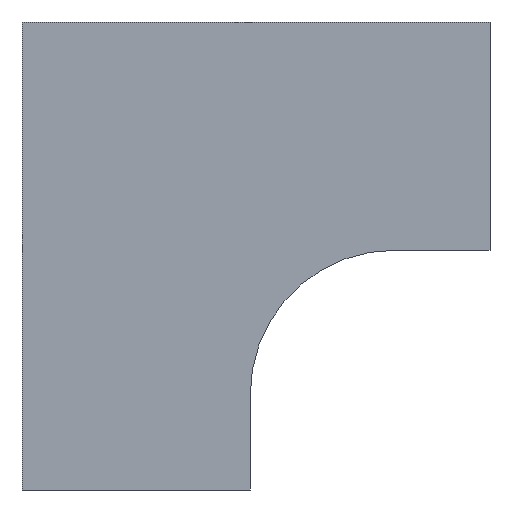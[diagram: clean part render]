
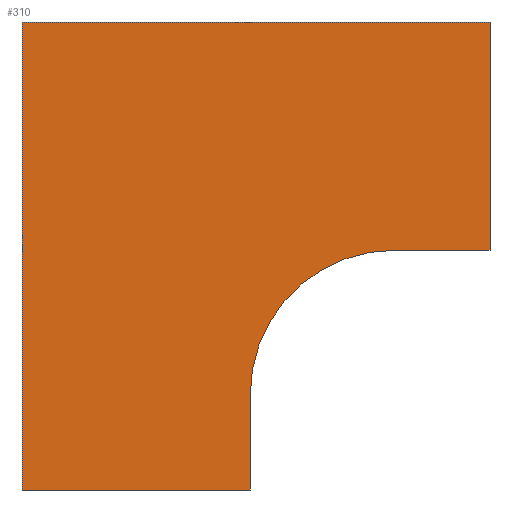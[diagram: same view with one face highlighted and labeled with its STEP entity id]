
A CAD part, front view. The second image highlights one B-rep face of the part: STEP entity #310.
In plain terms, the highlighted planar face has unit normal (0, -1, 0).
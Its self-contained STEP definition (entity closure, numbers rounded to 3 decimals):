
#12 = CARTESIAN_POINT ( 'NONE',  ( -65., -107.95, 65. ) ) ;
#21 = CARTESIAN_POINT ( 'NONE',  ( -65., -107.95, 65. ) ) ;
#29 = CARTESIAN_POINT ( 'NONE',  ( -1.6, -107.95, -65. ) ) ;
#39 = DIRECTION ( 'NONE',  ( 0., 0., -1. ) ) ;
#59 = EDGE_CURVE ( 'NONE', #396, #502, #507, .T. ) ;
#75 = DIRECTION ( 'NONE',  ( 0., 0., 1. ) ) ;
#77 = EDGE_CURVE ( 'NONE', #502, #335, #278, .T. ) ;
#80 = DIRECTION ( 'NONE',  ( -1., 0., 0. ) ) ;
#84 = DIRECTION ( 'NONE',  ( 0., -1., 0. ) ) ;
#87 = CARTESIAN_POINT ( 'NONE',  ( 38.4, -107.95, 1.6 ) ) ;
#96 = CARTESIAN_POINT ( 'NONE',  ( 38.4, -107.95, -38.4 ) ) ;
#119 = FACE_OUTER_BOUND ( 'NONE', #355, .T. ) ;
#126 = VECTOR ( 'NONE', #517, 1000. ) ;
#132 = LINE ( 'NONE', #521, #126 ) ;
#154 = LINE ( 'NONE', #415, #165 ) ;
#158 = VECTOR ( 'NONE', #494, 1000. ) ;
#165 = VECTOR ( 'NONE', #394, 1000. ) ;
#170 = AXIS2_PLACEMENT_3D ( 'NONE', #477, #461, #458 ) ;
#173 = VECTOR ( 'NONE', #528, 1000. ) ;
#178 = LINE ( 'NONE', #12, #158 ) ;
#196 = EDGE_CURVE ( 'NONE', #335, #408, #230, .T. ) ;
#210 = AXIS2_PLACEMENT_3D ( 'NONE', #96, #84, #75 ) ;
#213 = LINE ( 'NONE', #21, #173 ) ;
#216 = VECTOR ( 'NONE', #39, 1000. ) ;
#222 = EDGE_CURVE ( 'NONE', #489, #395, #213, .T. ) ;
#226 = EDGE_CURVE ( 'NONE', #395, #428, #178, .T. ) ;
#228 = EDGE_CURVE ( 'NONE', #428, #396, #154, .T. ) ;
#230 = LINE ( 'NONE', #29, #216 ) ;
#241 = EDGE_CURVE ( 'NONE', #408, #489, #132, .T. ) ;
#278 = CIRCLE ( 'NONE', #210, 40. ) ;
#282 = VECTOR ( 'NONE', #80, 1000. ) ;
#291 = ORIENTED_EDGE ( 'NONE', *, *, #77, .F. ) ;
#301 = CARTESIAN_POINT ( 'NONE',  ( 38.4, -107.95, 1.6 ) ) ;
#302 = CARTESIAN_POINT ( 'NONE',  ( -65., -107.95, -65. ) ) ;
#310 = ADVANCED_FACE ( 'NONE', ( #119 ), #464, .F. ) ;
#317 = ORIENTED_EDGE ( 'NONE', *, *, #196, .F. ) ;
#319 = ORIENTED_EDGE ( 'NONE', *, *, #59, .F. ) ;
#335 = VERTEX_POINT ( 'NONE', #440 ) ;
#347 = ORIENTED_EDGE ( 'NONE', *, *, #228, .F. ) ;
#354 = CARTESIAN_POINT ( 'NONE',  ( 65., -107.95, 65. ) ) ;
#355 = EDGE_LOOP ( 'NONE', ( #526, #495, #317, #291, #319, #347, #360 ) ) ;
#360 = ORIENTED_EDGE ( 'NONE', *, *, #226, .F. ) ;
#368 = CARTESIAN_POINT ( 'NONE',  ( -1.6, -107.95, -65. ) ) ;
#378 = CARTESIAN_POINT ( 'NONE',  ( 65., -107.95, 1.6 ) ) ;
#386 = CARTESIAN_POINT ( 'NONE',  ( -65., -107.95, 65. ) ) ;
#394 = DIRECTION ( 'NONE',  ( 0., 0., -1. ) ) ;
#395 = VERTEX_POINT ( 'NONE', #386 ) ;
#396 = VERTEX_POINT ( 'NONE', #378 ) ;
#408 = VERTEX_POINT ( 'NONE', #368 ) ;
#415 = CARTESIAN_POINT ( 'NONE',  ( 65., -107.95, 1.6 ) ) ;
#428 = VERTEX_POINT ( 'NONE', #354 ) ;
#440 = CARTESIAN_POINT ( 'NONE',  ( -1.6, -107.95, -38.4 ) ) ;
#458 = DIRECTION ( 'NONE',  ( 0., 0., 1. ) ) ;
#461 = DIRECTION ( 'NONE',  ( 0., 1., 0. ) ) ;
#464 = PLANE ( 'NONE',  #170 ) ;
#477 = CARTESIAN_POINT ( 'NONE',  ( 38.4, -107.95, -38.4 ) ) ;
#489 = VERTEX_POINT ( 'NONE', #302 ) ;
#494 = DIRECTION ( 'NONE',  ( 1., 0., 0. ) ) ;
#495 = ORIENTED_EDGE ( 'NONE', *, *, #241, .F. ) ;
#502 = VERTEX_POINT ( 'NONE', #301 ) ;
#507 = LINE ( 'NONE', #87, #282 ) ;
#517 = DIRECTION ( 'NONE',  ( -1., 0., 0. ) ) ;
#521 = CARTESIAN_POINT ( 'NONE',  ( -65., -107.95, -65. ) ) ;
#526 = ORIENTED_EDGE ( 'NONE', *, *, #222, .F. ) ;
#528 = DIRECTION ( 'NONE',  ( 0., 0., 1. ) ) ;
